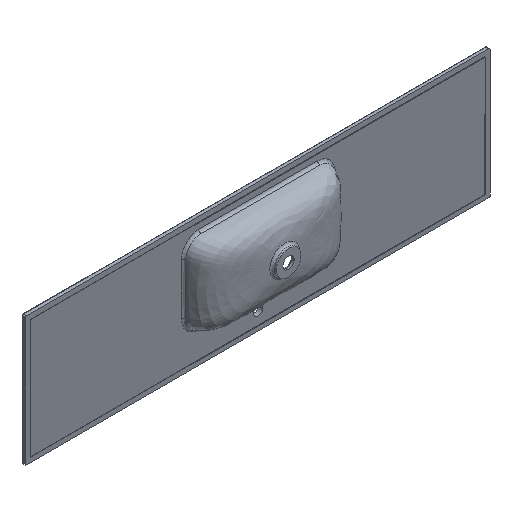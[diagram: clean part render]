
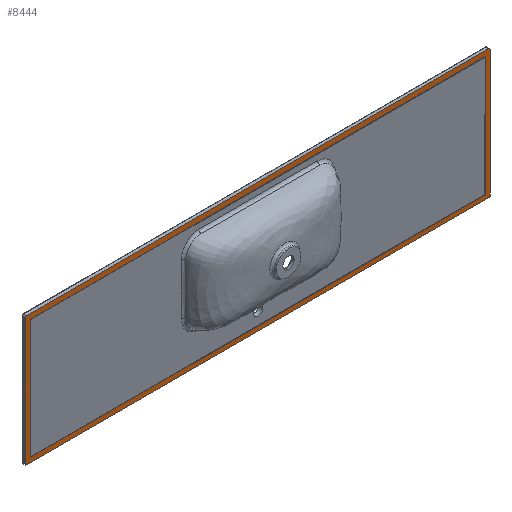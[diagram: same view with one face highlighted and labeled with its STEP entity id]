
A CAD part, isometric view. The second image highlights one B-rep face of the part: STEP entity #8444.
In plain terms, the highlighted planar face has unit normal (0, -1, 0).
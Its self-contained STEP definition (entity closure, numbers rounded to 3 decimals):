
#12 = FACE_BOUND ( 'NONE', #4448, .T. ) ;
#123 = CARTESIAN_POINT ( 'NONE',  ( 898.344, -14., -249.999 ) ) ;
#241 = VECTOR ( 'NONE', #8233, 1000. ) ;
#348 = VERTEX_POINT ( 'NONE', #18063 ) ;
#643 = LINE ( 'NONE', #8733, #2932 ) ;
#979 = ORIENTED_EDGE ( 'NONE', *, *, #1373, .F. ) ;
#1050 = CARTESIAN_POINT ( 'NONE',  ( 899.999, -14., -246.001 ) ) ;
#1243 = VERTEX_POINT ( 'NONE', #8204 ) ;
#1373 = EDGE_CURVE ( 'NONE', #1243, #20086, #22495, .T. ) ;
#1424 =( BOUNDED_CURVE ( )  B_SPLINE_CURVE ( 3, ( #5558, #15772, #13778, #13911 ),
 .UNSPECIFIED., .F., .T. ) 
 B_SPLINE_CURVE_WITH_KNOTS ( ( 4, 4 ),
 ( 2.357, 3.926 ),
 .UNSPECIFIED. ) 
 CURVE ( )  GEOMETRIC_REPRESENTATION_ITEM ( )  RATIONAL_B_SPLINE_CURVE ( ( 1., 0.805, 0.805, 1. ) ) 
 REPRESENTATION_ITEM ( '' )  );
#1993 = CARTESIAN_POINT ( 'NONE',  ( 0., -14., 0. ) ) ;
#2559 = CARTESIAN_POINT ( 'NONE',  ( 899.999, -14., 246.001 ) ) ;
#2628 = CARTESIAN_POINT ( 'NONE',  ( -899.999, -14., 246.001 ) ) ;
#2932 = VECTOR ( 'NONE', #10967, 1000. ) ;
#3272 = CARTESIAN_POINT ( 'NONE',  ( 880.627, -14., 230.627 ) ) ;
#3357 = ORIENTED_EDGE ( 'NONE', *, *, #21682, .F. ) ;
#3426 = CARTESIAN_POINT ( 'NONE',  ( -899.51, -14., 249.999 ) ) ;
#3610 = VECTOR ( 'NONE', #13235, 1000. ) ;
#3618 = ORIENTED_EDGE ( 'NONE', *, *, #25903, .T. ) ;
#4005 = VERTEX_POINT ( 'NONE', #6306 ) ;
#4182 = ORIENTED_EDGE ( 'NONE', *, *, #8620, .T. ) ;
#4448 = EDGE_LOOP ( 'NONE', ( #3618, #4847, #4182, #20248 ) ) ;
#4629 = VECTOR ( 'NONE', #6224, 1000. ) ;
#4847 = ORIENTED_EDGE ( 'NONE', *, *, #20287, .T. ) ;
#5108 = ORIENTED_EDGE ( 'NONE', *, *, #25566, .F. ) ;
#5558 = CARTESIAN_POINT ( 'NONE',  ( -899.999, -14., 246.001 ) ) ;
#5962 = DIRECTION ( 'NONE',  ( 0., 0., -1. ) ) ;
#6203 = CARTESIAN_POINT ( 'NONE',  ( -899.999, -14., 249.51 ) ) ;
#6224 = DIRECTION ( 'NONE',  ( 0., 0., -1. ) ) ;
#6306 = CARTESIAN_POINT ( 'NONE',  ( -896.001, -14., 249.999 ) ) ;
#6384 = CARTESIAN_POINT ( 'NONE',  ( -896.001, -14., -249.999 ) ) ;
#6661 = CARTESIAN_POINT ( 'NONE',  ( 896.001, -14., 249.999 ) ) ;
#6854 = ORIENTED_EDGE ( 'NONE', *, *, #11491, .F. ) ;
#7524 = CARTESIAN_POINT ( 'NONE',  ( -899.999, -14., -248.344 ) ) ;
#7677 = CARTESIAN_POINT ( 'NONE',  ( 899.999, -14., 249.51 ) ) ;
#7813 = EDGE_CURVE ( 'NONE', #16508, #15718, #18478, .T. ) ;
#8071 = DIRECTION ( 'NONE',  ( 0., 0., -1. ) ) ;
#8169 = VERTEX_POINT ( 'NONE', #10664 ) ;
#8204 = CARTESIAN_POINT ( 'NONE',  ( -899.999, -14., -246.001 ) ) ;
#8233 = DIRECTION ( 'NONE',  ( 0., 0., 1. ) ) ;
#8444 = ADVANCED_FACE ( 'NONE', ( #14050, #12 ), #17775, .T. ) ;
#8620 = EDGE_CURVE ( 'NONE', #8169, #23528, #22390, .T. ) ;
#8733 = CARTESIAN_POINT ( 'NONE',  ( -880.627, -14., -230.627 ) ) ;
#8901 =( BOUNDED_CURVE ( )  B_SPLINE_CURVE ( 3, ( #6661, #12634, #20707, #2559 ),
 .UNSPECIFIED., .F., .F. ) 
 B_SPLINE_CURVE_WITH_KNOTS ( ( 4, 4 ),
 ( 2.357, 3.926 ),
 .UNSPECIFIED. ) 
 CURVE ( )  GEOMETRIC_REPRESENTATION_ITEM ( )  RATIONAL_B_SPLINE_CURVE ( ( 1., 0.805, 0.805, 1. ) ) 
 REPRESENTATION_ITEM ( '' )  );
#9951 = VECTOR ( 'NONE', #14770, 1000. ) ;
#10452 = EDGE_CURVE ( 'NONE', #4005, #10797, #15096, .T. ) ;
#10664 = CARTESIAN_POINT ( 'NONE',  ( -880.627, -14., -230.627 ) ) ;
#10797 = VERTEX_POINT ( 'NONE', #11385 ) ;
#10967 = DIRECTION ( 'NONE',  ( -1., 0., 0. ) ) ;
#11096 = CARTESIAN_POINT ( 'NONE',  ( -899.999, -14., -246.001 ) ) ;
#11385 = CARTESIAN_POINT ( 'NONE',  ( 896.001, -14., 249.999 ) ) ;
#11420 = CARTESIAN_POINT ( 'NONE',  ( 899.999, -14., -246.001 ) ) ;
#11491 = EDGE_CURVE ( 'NONE', #26076, #22592, #23953, .T. ) ;
#12141 = ORIENTED_EDGE ( 'NONE', *, *, #18128, .F. ) ;
#12332 = CARTESIAN_POINT ( 'NONE',  ( 899.999, -14., 246.001 ) ) ;
#12634 = CARTESIAN_POINT ( 'NONE',  ( 898.344, -14., 249.999 ) ) ;
#13235 = DIRECTION ( 'NONE',  ( 1., 0., 0. ) ) ;
#13778 = CARTESIAN_POINT ( 'NONE',  ( -898.344, -14., 249.999 ) ) ;
#13911 = CARTESIAN_POINT ( 'NONE',  ( -896.001, -14., 249.999 ) ) ;
#14050 = FACE_OUTER_BOUND ( 'NONE', #20613, .T. ) ;
#14214 = VECTOR ( 'NONE', #14291, 1000. ) ;
#14247 = EDGE_CURVE ( 'NONE', #10797, #26076, #8901, .T. ) ;
#14291 = DIRECTION ( 'NONE',  ( 0., 0., 1. ) ) ;
#14703 = LINE ( 'NONE', #22644, #4629 ) ;
#14770 = DIRECTION ( 'NONE',  ( -1., 0., 0. ) ) ;
#15096 = LINE ( 'NONE', #3426, #3610 ) ;
#15475 = LINE ( 'NONE', #3272, #21977 ) ;
#15658 = CARTESIAN_POINT ( 'NONE',  ( 896.001, -14., -249.999 ) ) ;
#15718 = VERTEX_POINT ( 'NONE', #6384 ) ;
#15772 = CARTESIAN_POINT ( 'NONE',  ( -899.999, -14., 248.344 ) ) ;
#16304 = DIRECTION ( 'NONE',  ( 0., -1., 0. ) ) ;
#16508 = VERTEX_POINT ( 'NONE', #20430 ) ;
#16881 = CARTESIAN_POINT ( 'NONE',  ( -899.51, -14., -249.999 ) ) ;
#17542 = ORIENTED_EDGE ( 'NONE', *, *, #7813, .F. ) ;
#17775 = PLANE ( 'NONE',  #18421 ) ;
#18063 = CARTESIAN_POINT ( 'NONE',  ( 880.627, -14., -230.627 ) ) ;
#18128 = EDGE_CURVE ( 'NONE', #22592, #16508, #24086, .T. ) ;
#18421 = AXIS2_PLACEMENT_3D ( 'NONE', #1993, #16304, #5962 ) ;
#18478 = LINE ( 'NONE', #16881, #9951 ) ;
#18521 = ORIENTED_EDGE ( 'NONE', *, *, #10452, .F. ) ;
#19159 = ORIENTED_EDGE ( 'NONE', *, *, #14247, .F. ) ;
#19468 = CARTESIAN_POINT ( 'NONE',  ( -880.627, -14., 230.627 ) ) ;
#19526 =( BOUNDED_CURVE ( )  B_SPLINE_CURVE ( 3, ( #23670, #25659, #7524, #11096 ),
 .UNSPECIFIED., .F., .T. ) 
 B_SPLINE_CURVE_WITH_KNOTS ( ( 4, 4 ),
 ( 2.357, 3.926 ),
 .UNSPECIFIED. ) 
 CURVE ( )  GEOMETRIC_REPRESENTATION_ITEM ( )  RATIONAL_B_SPLINE_CURVE ( ( 1., 0.805, 0.805, 1. ) ) 
 REPRESENTATION_ITEM ( '' )  );
#20017 = CARTESIAN_POINT ( 'NONE',  ( -880.627, -14., 230.627 ) ) ;
#20086 = VERTEX_POINT ( 'NONE', #2628 ) ;
#20248 = ORIENTED_EDGE ( 'NONE', *, *, #21705, .T. ) ;
#20287 = EDGE_CURVE ( 'NONE', #348, #8169, #643, .T. ) ;
#20430 = CARTESIAN_POINT ( 'NONE',  ( 896.001, -14., -249.999 ) ) ;
#20613 = EDGE_LOOP ( 'NONE', ( #3357, #17542, #12141, #6854, #19159, #18521, #5108, #979 ) ) ;
#20707 = CARTESIAN_POINT ( 'NONE',  ( 899.999, -14., 248.344 ) ) ;
#20955 = VECTOR ( 'NONE', #8071, 1000. ) ;
#21682 = EDGE_CURVE ( 'NONE', #15718, #1243, #19526, .T. ) ;
#21687 = DIRECTION ( 'NONE',  ( 1., 0., 0. ) ) ;
#21705 = EDGE_CURVE ( 'NONE', #23528, #24707, #15475, .T. ) ;
#21977 = VECTOR ( 'NONE', #21687, 1000. ) ;
#22390 = LINE ( 'NONE', #20017, #241 ) ;
#22495 = LINE ( 'NONE', #6203, #14214 ) ;
#22592 = VERTEX_POINT ( 'NONE', #1050 ) ;
#22644 = CARTESIAN_POINT ( 'NONE',  ( 880.627, -14., -230.627 ) ) ;
#23528 = VERTEX_POINT ( 'NONE', #19468 ) ;
#23598 = CARTESIAN_POINT ( 'NONE',  ( 899.999, -14., -248.344 ) ) ;
#23670 = CARTESIAN_POINT ( 'NONE',  ( -896.001, -14., -249.999 ) ) ;
#23953 = LINE ( 'NONE', #7677, #20955 ) ;
#24086 =( BOUNDED_CURVE ( )  B_SPLINE_CURVE ( 3, ( #11420, #23598, #123, #15658 ),
 .UNSPECIFIED., .F., .F. ) 
 B_SPLINE_CURVE_WITH_KNOTS ( ( 4, 4 ),
 ( 2.357, 3.926 ),
 .UNSPECIFIED. ) 
 CURVE ( )  GEOMETRIC_REPRESENTATION_ITEM ( )  RATIONAL_B_SPLINE_CURVE ( ( 1., 0.805, 0.805, 1. ) ) 
 REPRESENTATION_ITEM ( '' )  );
#24707 = VERTEX_POINT ( 'NONE', #25425 ) ;
#25425 = CARTESIAN_POINT ( 'NONE',  ( 880.627, -14., 230.627 ) ) ;
#25566 = EDGE_CURVE ( 'NONE', #20086, #4005, #1424, .T. ) ;
#25659 = CARTESIAN_POINT ( 'NONE',  ( -898.344, -14., -249.999 ) ) ;
#25903 = EDGE_CURVE ( 'NONE', #24707, #348, #14703, .T. ) ;
#26076 = VERTEX_POINT ( 'NONE', #12332 ) ;
